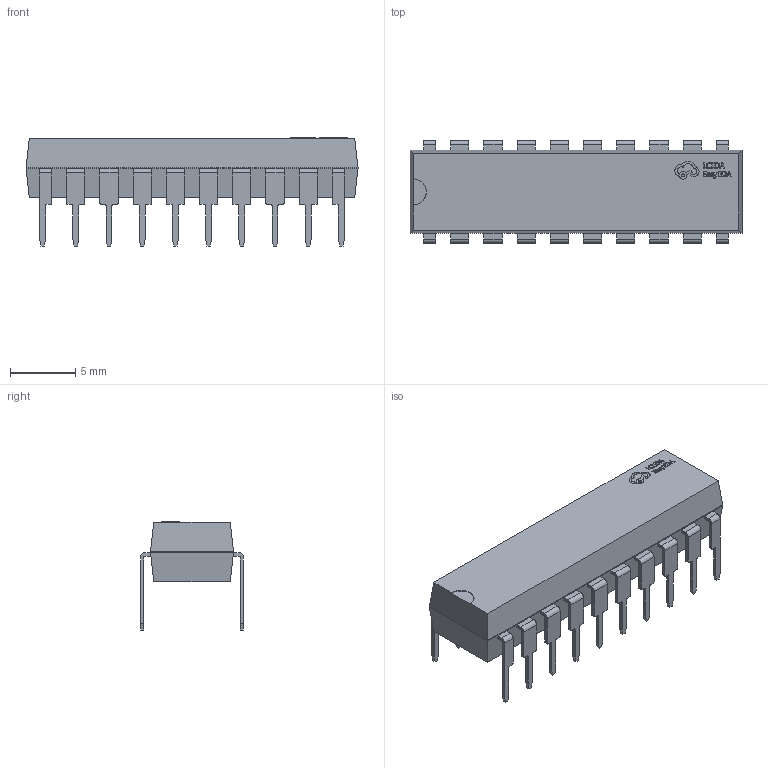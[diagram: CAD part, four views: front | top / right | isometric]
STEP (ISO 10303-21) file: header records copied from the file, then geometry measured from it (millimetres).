
FILE_DESCRIPTION (( 'STEP AP214' ), '1' );
FILE_NAME ('PDIP-20_L25.4-W6.4-P2.54-LS7.6-BL.step', '2022-06-21T14:22:02', ( '' ), ( '' ), 'SwSTEP 2.0', 'SolidWorks 2020', '' );
FILE_SCHEMA (( 'AUTOMOTIVE_DESIGN' ));
Length unit declared in the file: millimetre
Products named in the file (1): PDIP-20_L25.4-W6.4-P2.54-LS7.6-BL
Bounding box: 25.4 x 7.87 x 8.27 mm (x, y, z)
Volume: 729.2 mm3; surface area: 874.2 mm2
Topology: 21 solids, 21 shells, 756 faces, 1912 edges, 1224 vertices
Faces by surface type: plane 530, cylinder 114, bspline 112
Entity records: 31463 total; most frequent: CARTESIAN_POINT 6003, ORIENTED_EDGE 3824, DIRECTION 3200, EDGE_CURVE 1912, LINE 1454, VECTOR 1454, VERTEX_POINT 1224, AXIS2_PLACEMENT_3D 873
